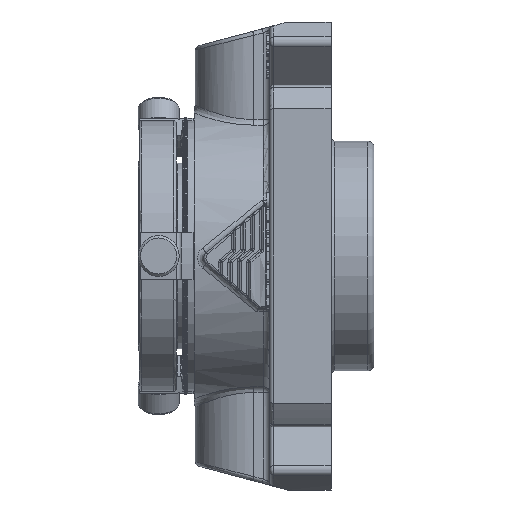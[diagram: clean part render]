
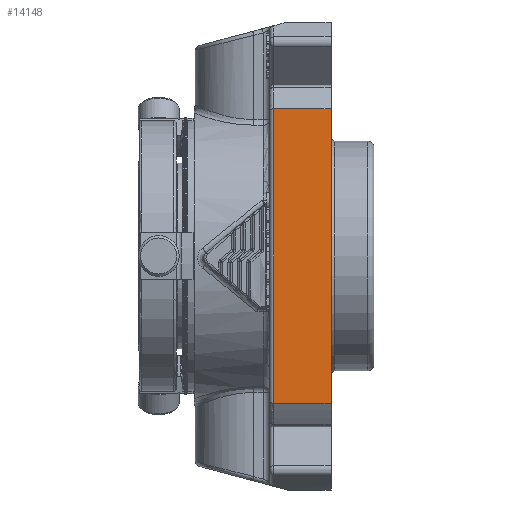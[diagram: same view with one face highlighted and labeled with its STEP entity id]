
A CAD part, left-side view. The second image highlights one B-rep face of the part: STEP entity #14148.
In plain terms, the highlighted planar face has unit normal (-1, 0, 0).
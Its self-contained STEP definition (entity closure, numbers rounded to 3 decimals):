
#1268=LINE('',#27364,#2270);
#1307=LINE('',#27494,#2309);
#1308=LINE('',#27496,#2310);
#1309=LINE('',#27498,#2311);
#2270=VECTOR('',#18945,1000.);
#2309=VECTOR('',#19092,1000.);
#2310=VECTOR('',#19095,1000.);
#2311=VECTOR('',#19096,1000.);
#7006=ORIENTED_EDGE('',*,*,#9287,.T.);
#7007=ORIENTED_EDGE('',*,*,#9288,.T.);
#7008=ORIENTED_EDGE('',*,*,#9289,.F.);
#7009=ORIENTED_EDGE('',*,*,#9224,.T.);
#9224=EDGE_CURVE('',#10623,#10622,#1268,.F.);
#9287=EDGE_CURVE('',#10622,#10654,#1307,.T.);
#9288=EDGE_CURVE('',#10654,#10655,#1308,.T.);
#9289=EDGE_CURVE('',#10623,#10655,#1309,.T.);
#10622=VERTEX_POINT('',#27361);
#10623=VERTEX_POINT('',#27365);
#10654=VERTEX_POINT('',#27493);
#10655=VERTEX_POINT('',#27497);
#12129=EDGE_LOOP('',(#7006,#7007,#7008,#7009));
#13032=FACE_BOUND('',#12129,.T.);
#13361=PLANE('',#15482);
#14148=ADVANCED_FACE('',(#13032),#13361,.T.);
#15482=AXIS2_PLACEMENT_3D('',#27495,#19093,#19094);
#18945=DIRECTION('',(0.,0.,1.));
#19092=DIRECTION('',(0.,-1.,0.));
#19093=DIRECTION('',(-1.,0.,0.));
#19094=DIRECTION('',(0.,-1.,0.));
#19095=DIRECTION('',(0.,0.,1.));
#19096=DIRECTION('',(0.,-1.,0.));
#27361=CARTESIAN_POINT('',(-57.15,21.234,-35.919));
#27364=CARTESIAN_POINT('',(-57.15,21.234,194.332));
#27365=CARTESIAN_POINT('',(-57.15,21.234,35.919));
#27493=CARTESIAN_POINT('',(-57.15,7.238,-35.919));
#27494=CARTESIAN_POINT('',(-57.15,-60.,-35.919));
#27495=CARTESIAN_POINT('',(-57.15,40.385,194.332));
#27496=CARTESIAN_POINT('',(-57.15,7.238,194.332));
#27497=CARTESIAN_POINT('',(-57.15,7.238,35.919));
#27498=CARTESIAN_POINT('',(-57.15,-60.,35.919));
